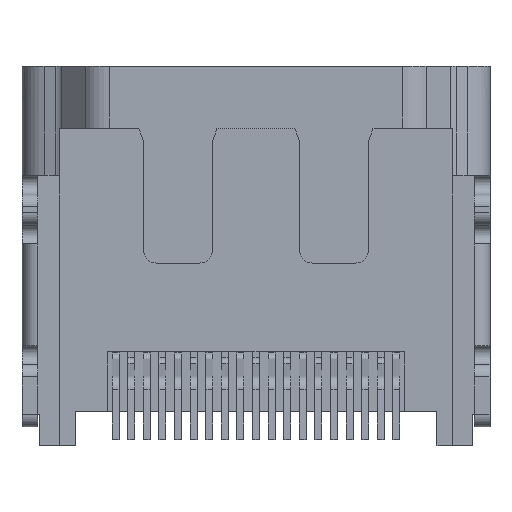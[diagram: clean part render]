
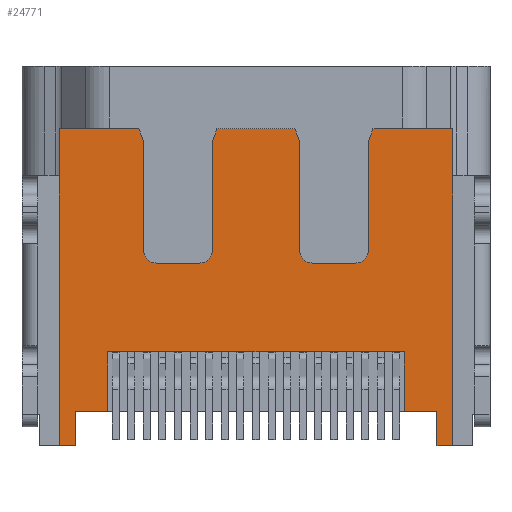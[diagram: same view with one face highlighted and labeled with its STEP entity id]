
A CAD part, front view. The second image highlights one B-rep face of the part: STEP entity #24771.
In plain terms, the highlighted planar face has unit normal (0, -1, 0).
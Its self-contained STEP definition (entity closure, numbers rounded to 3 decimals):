
#2655=DIRECTION('',(1.,0.,0.));
#2656=VECTOR('',#2655,9.5);
#2657=CARTESIAN_POINT('',(-4.75,-3.405,-9.15));
#2658=LINE('',#2657,#2656);
#8349=DIRECTION('',(0.351,0.,0.936));
#8350=VECTOR('',#8349,0.427);
#8351=CARTESIAN_POINT('',(3.6,-3.405,-2.4));
#8352=LINE('',#8351,#8350);
#8353=DIRECTION('',(0.,0.,1.));
#8354=VECTOR('',#8353,10.15);
#8355=CARTESIAN_POINT('',(6.3,-3.405,-12.15));
#8356=LINE('',#8355,#8354);
#8357=DIRECTION('',(-1.,0.,0.));
#8358=VECTOR('',#8357,0.5);
#8359=CARTESIAN_POINT('',(6.3,-3.405,-12.15));
#8360=LINE('',#8359,#8358);
#8361=DIRECTION('',(0.,0.,1.));
#8362=VECTOR('',#8361,1.1);
#8363=CARTESIAN_POINT('',(5.8,-3.405,-12.15));
#8364=LINE('',#8363,#8362);
#8365=DIRECTION('',(1.,0.,0.));
#8366=VECTOR('',#8365,1.05);
#8367=CARTESIAN_POINT('',(4.75,-3.405,-11.05));
#8368=LINE('',#8367,#8366);
#8369=DIRECTION('',(0.,0.,-1.));
#8370=VECTOR('',#8369,1.9);
#8371=CARTESIAN_POINT('',(4.75,-3.405,-9.15));
#8372=LINE('',#8371,#8370);
#8373=DIRECTION('',(0.,0.,-1.));
#8374=VECTOR('',#8373,1.9);
#8375=CARTESIAN_POINT('',(-4.75,-3.405,-9.15));
#8376=LINE('',#8375,#8374);
#8377=DIRECTION('',(1.,0.,0.));
#8378=VECTOR('',#8377,1.05);
#8379=CARTESIAN_POINT('',(-5.8,-3.405,-11.05));
#8380=LINE('',#8379,#8378);
#8381=DIRECTION('',(0.,0.,1.));
#8382=VECTOR('',#8381,1.1);
#8383=CARTESIAN_POINT('',(-5.8,-3.405,-12.15));
#8384=LINE('',#8383,#8382);
#8385=DIRECTION('',(-1.,0.,0.));
#8386=VECTOR('',#8385,0.5);
#8387=CARTESIAN_POINT('',(-5.8,-3.405,-12.15));
#8388=LINE('',#8387,#8386);
#8389=DIRECTION('',(0.,0.,1.));
#8390=VECTOR('',#8389,10.15);
#8391=CARTESIAN_POINT('',(-6.3,-3.405,-12.15));
#8392=LINE('',#8391,#8390);
#8393=DIRECTION('',(0.351,0.,-0.936));
#8394=VECTOR('',#8393,0.427);
#8395=CARTESIAN_POINT('',(-3.75,-3.405,-2.));
#8396=LINE('',#8395,#8394);
#8397=DIRECTION('',(0.,0.,-1.));
#8398=VECTOR('',#8397,3.5);
#8399=CARTESIAN_POINT('',(-3.6,-3.405,-2.4));
#8400=LINE('',#8399,#8398);
#8401=CARTESIAN_POINT('',(-3.2,-3.405,-5.9));
#8402=DIRECTION('',(0.,-1.,0.));
#8403=DIRECTION('',(-1.,0.,0.));
#8404=AXIS2_PLACEMENT_3D('',#8401,#8402,#8403);
#8406=DIRECTION('',(1.,0.,0.));
#8407=VECTOR('',#8406,1.4);
#8408=CARTESIAN_POINT('',(-3.2,-3.405,-6.3));
#8409=LINE('',#8408,#8407);
#8410=CARTESIAN_POINT('',(-1.8,-3.405,-5.9));
#8411=DIRECTION('',(0.,-1.,0.));
#8412=DIRECTION('',(0.,0.,-1.));
#8413=AXIS2_PLACEMENT_3D('',#8410,#8411,#8412);
#8415=DIRECTION('',(0.,0.,1.));
#8416=VECTOR('',#8415,3.5);
#8417=CARTESIAN_POINT('',(-1.4,-3.405,-5.9));
#8418=LINE('',#8417,#8416);
#8419=DIRECTION('',(0.351,0.,0.936));
#8420=VECTOR('',#8419,0.427);
#8421=CARTESIAN_POINT('',(-1.4,-3.405,-2.4));
#8422=LINE('',#8421,#8420);
#8423=DIRECTION('',(0.351,0.,-0.936));
#8424=VECTOR('',#8423,0.427);
#8425=CARTESIAN_POINT('',(1.25,-3.405,-2.));
#8426=LINE('',#8425,#8424);
#8427=DIRECTION('',(0.,0.,-1.));
#8428=VECTOR('',#8427,3.5);
#8429=CARTESIAN_POINT('',(1.4,-3.405,-2.4));
#8430=LINE('',#8429,#8428);
#8431=CARTESIAN_POINT('',(1.8,-3.405,-5.9));
#8432=DIRECTION('',(0.,-1.,0.));
#8433=DIRECTION('',(-1.,0.,0.));
#8434=AXIS2_PLACEMENT_3D('',#8431,#8432,#8433);
#8436=DIRECTION('',(1.,0.,0.));
#8437=VECTOR('',#8436,1.4);
#8438=CARTESIAN_POINT('',(1.8,-3.405,-6.3));
#8439=LINE('',#8438,#8437);
#8440=CARTESIAN_POINT('',(3.2,-3.405,-5.9));
#8441=DIRECTION('',(0.,-1.,0.));
#8442=DIRECTION('',(0.,0.,-1.));
#8443=AXIS2_PLACEMENT_3D('',#8440,#8441,#8442);
#8445=DIRECTION('',(0.,0.,1.));
#8446=VECTOR('',#8445,3.5);
#8447=CARTESIAN_POINT('',(3.6,-3.405,-5.9));
#8448=LINE('',#8447,#8446);
#8457=DIRECTION('',(-1.,0.,0.));
#8458=VECTOR('',#8457,2.55);
#8459=CARTESIAN_POINT('',(6.3,-3.405,-2.));
#8460=LINE('',#8459,#8458);
#8465=DIRECTION('',(-1.,0.,0.));
#8466=VECTOR('',#8465,2.5);
#8467=CARTESIAN_POINT('',(1.25,-3.405,-2.));
#8468=LINE('',#8467,#8466);
#8477=DIRECTION('',(-1.,0.,0.));
#8478=VECTOR('',#8477,2.55);
#8479=CARTESIAN_POINT('',(-3.75,-3.405,-2.));
#8480=LINE('',#8479,#8478);
#10750=CARTESIAN_POINT('',(5.8,-3.405,-12.15));
#10751=CARTESIAN_POINT('',(5.8,-3.405,-11.05));
#10752=VERTEX_POINT('',#10750);
#10753=VERTEX_POINT('',#10751);
#10754=CARTESIAN_POINT('',(-5.8,-3.405,-12.15));
#10755=CARTESIAN_POINT('',(-5.8,-3.405,-11.05));
#10756=VERTEX_POINT('',#10754);
#10757=VERTEX_POINT('',#10755);
#10924=CARTESIAN_POINT('',(4.75,-3.405,-11.05));
#10925=VERTEX_POINT('',#10924);
#10926=CARTESIAN_POINT('',(4.75,-3.405,-9.15));
#10927=VERTEX_POINT('',#10926);
#11156=CARTESIAN_POINT('',(-4.75,-3.405,-11.05));
#11157=VERTEX_POINT('',#11156);
#11158=CARTESIAN_POINT('',(-4.75,-3.405,-9.15));
#11159=VERTEX_POINT('',#11158);
#12834=CARTESIAN_POINT('',(-6.3,-3.405,-12.15));
#12836=VERTEX_POINT('',#12834);
#12844=CARTESIAN_POINT('',(6.3,-3.405,-12.15));
#12845=VERTEX_POINT('',#12844);
#12866=CARTESIAN_POINT('',(-6.3,-3.405,-2.));
#12867=VERTEX_POINT('',#12866);
#12868=CARTESIAN_POINT('',(6.3,-3.405,-2.));
#12869=VERTEX_POINT('',#12868);
#13518=CARTESIAN_POINT('',(3.6,-3.405,-2.4));
#13519=CARTESIAN_POINT('',(3.75,-3.405,-2.));
#13520=VERTEX_POINT('',#13518);
#13521=VERTEX_POINT('',#13519);
#13522=CARTESIAN_POINT('',(1.25,-3.405,-2.));
#13523=CARTESIAN_POINT('',(1.4,-3.405,-2.4));
#13524=VERTEX_POINT('',#13522);
#13525=VERTEX_POINT('',#13523);
#13526=CARTESIAN_POINT('',(1.4,-3.405,-5.9));
#13527=VERTEX_POINT('',#13526);
#13528=CARTESIAN_POINT('',(1.8,-3.405,-6.3));
#13529=VERTEX_POINT('',#13528);
#13530=CARTESIAN_POINT('',(3.2,-3.405,-6.3));
#13531=VERTEX_POINT('',#13530);
#13532=CARTESIAN_POINT('',(3.6,-3.405,-5.9));
#13533=VERTEX_POINT('',#13532);
#13534=CARTESIAN_POINT('',(-3.6,-3.405,-2.4));
#13535=CARTESIAN_POINT('',(-3.6,-3.405,-5.9));
#13536=VERTEX_POINT('',#13534);
#13537=VERTEX_POINT('',#13535);
#13538=CARTESIAN_POINT('',(-3.2,-3.405,-6.3));
#13539=VERTEX_POINT('',#13538);
#13540=CARTESIAN_POINT('',(-1.8,-3.405,-6.3));
#13541=VERTEX_POINT('',#13540);
#13542=CARTESIAN_POINT('',(-1.4,-3.405,-5.9));
#13543=VERTEX_POINT('',#13542);
#13544=CARTESIAN_POINT('',(-1.4,-3.405,-2.4));
#13545=VERTEX_POINT('',#13544);
#13546=CARTESIAN_POINT('',(-1.25,-3.405,-2.));
#13547=VERTEX_POINT('',#13546);
#13548=CARTESIAN_POINT('',(-3.75,-3.405,-2.));
#13549=VERTEX_POINT('',#13548);
#24713=CARTESIAN_POINT('',(7.,-3.405,-12.15));
#24714=DIRECTION('',(0.,-1.,0.));
#24715=DIRECTION('',(0.,0.,1.));
#24716=AXIS2_PLACEMENT_3D('',#24713,#24714,#24715);
#24717=PLANE('',#24716);
#24718=ORIENTED_EDGE('',*,*,#24702,.T.);
#24720=ORIENTED_EDGE('',*,*,#24719,.F.);
#24722=ORIENTED_EDGE('',*,*,#24721,.F.);
#24723=ORIENTED_EDGE('',*,*,#24483,.T.);
#24725=ORIENTED_EDGE('',*,*,#24724,.T.);
#24727=ORIENTED_EDGE('',*,*,#24726,.F.);
#24729=ORIENTED_EDGE('',*,*,#24728,.F.);
#24730=ORIENTED_EDGE('',*,*,#16191,.F.);
#24732=ORIENTED_EDGE('',*,*,#24731,.T.);
#24734=ORIENTED_EDGE('',*,*,#24733,.F.);
#24736=ORIENTED_EDGE('',*,*,#24735,.F.);
#24737=ORIENTED_EDGE('',*,*,#24459,.T.);
#24738=ORIENTED_EDGE('',*,*,#24503,.T.);
#24740=ORIENTED_EDGE('',*,*,#24739,.F.);
#24742=ORIENTED_EDGE('',*,*,#24741,.T.);
#24744=ORIENTED_EDGE('',*,*,#24743,.T.);
#24746=ORIENTED_EDGE('',*,*,#24745,.T.);
#24748=ORIENTED_EDGE('',*,*,#24747,.T.);
#24750=ORIENTED_EDGE('',*,*,#24749,.T.);
#24752=ORIENTED_EDGE('',*,*,#24751,.T.);
#24754=ORIENTED_EDGE('',*,*,#24753,.T.);
#24756=ORIENTED_EDGE('',*,*,#24755,.F.);
#24758=ORIENTED_EDGE('',*,*,#24757,.T.);
#24760=ORIENTED_EDGE('',*,*,#24759,.T.);
#24762=ORIENTED_EDGE('',*,*,#24761,.T.);
#24764=ORIENTED_EDGE('',*,*,#24763,.T.);
#24766=ORIENTED_EDGE('',*,*,#24765,.T.);
#24768=ORIENTED_EDGE('',*,*,#24767,.T.);
#24769=EDGE_LOOP('',(#24718,#24720,#24722,#24723,#24725,#24727,#24729,#24730,
#24732,#24734,#24736,#24737,#24738,#24740,#24742,#24744,#24746,#24748,#24750,
#24752,#24754,#24756,#24758,#24760,#24762,#24764,#24766,#24768));
#24770=FACE_OUTER_BOUND('',#24769,.F.);
#24771=ADVANCED_FACE('',(#24770),#24717,.T.);
#8405=CIRCLE('',#8404,0.4);
#8414=CIRCLE('',#8413,0.4);
#8435=CIRCLE('',#8434,0.4);
#8444=CIRCLE('',#8443,0.4);
#16191=EDGE_CURVE('',#11159,#10927,#2658,.T.);
#24459=EDGE_CURVE('',#10756,#12836,#8388,.T.);
#24483=EDGE_CURVE('',#12845,#10752,#8360,.T.);
#24503=EDGE_CURVE('',#12836,#12867,#8392,.T.);
#24702=EDGE_CURVE('',#13520,#13521,#8352,.T.);
#24719=EDGE_CURVE('',#12869,#13521,#8460,.T.);
#24721=EDGE_CURVE('',#12845,#12869,#8356,.T.);
#24724=EDGE_CURVE('',#10752,#10753,#8364,.T.);
#24726=EDGE_CURVE('',#10925,#10753,#8368,.T.);
#24728=EDGE_CURVE('',#10927,#10925,#8372,.T.);
#24731=EDGE_CURVE('',#11159,#11157,#8376,.T.);
#24733=EDGE_CURVE('',#10757,#11157,#8380,.T.);
#24735=EDGE_CURVE('',#10756,#10757,#8384,.T.);
#24739=EDGE_CURVE('',#13549,#12867,#8480,.T.);
#24741=EDGE_CURVE('',#13549,#13536,#8396,.T.);
#24743=EDGE_CURVE('',#13536,#13537,#8400,.T.);
#24745=EDGE_CURVE('',#13537,#13539,#8405,.T.);
#24747=EDGE_CURVE('',#13539,#13541,#8409,.T.);
#24749=EDGE_CURVE('',#13541,#13543,#8414,.T.);
#24751=EDGE_CURVE('',#13543,#13545,#8418,.T.);
#24753=EDGE_CURVE('',#13545,#13547,#8422,.T.);
#24755=EDGE_CURVE('',#13524,#13547,#8468,.T.);
#24757=EDGE_CURVE('',#13524,#13525,#8426,.T.);
#24759=EDGE_CURVE('',#13525,#13527,#8430,.T.);
#24761=EDGE_CURVE('',#13527,#13529,#8435,.T.);
#24763=EDGE_CURVE('',#13529,#13531,#8439,.T.);
#24765=EDGE_CURVE('',#13531,#13533,#8444,.T.);
#24767=EDGE_CURVE('',#13533,#13520,#8448,.T.);
